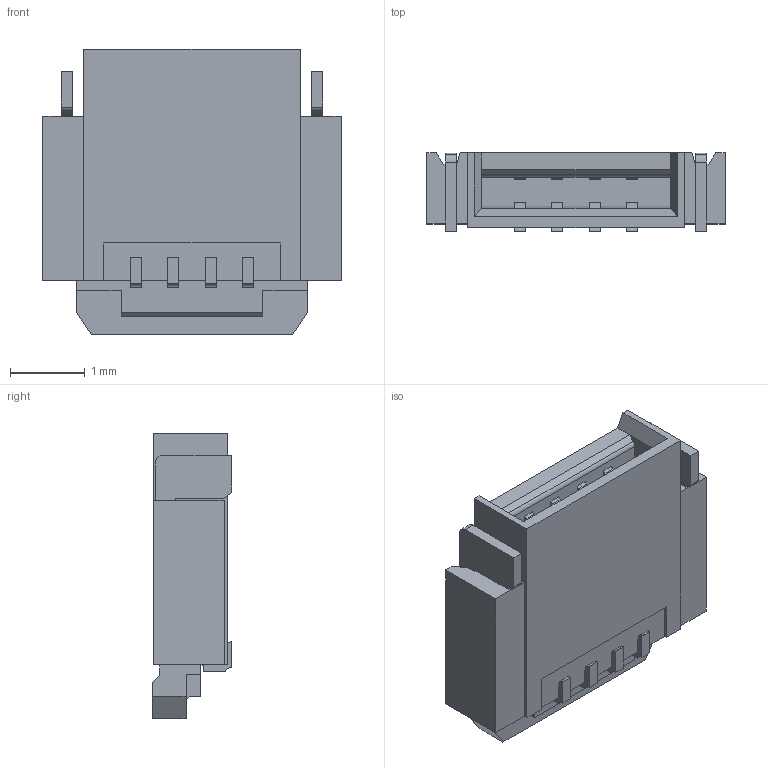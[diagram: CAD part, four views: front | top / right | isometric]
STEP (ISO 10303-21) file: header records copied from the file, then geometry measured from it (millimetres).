
FILE_DESCRIPTION (( 'STEP AP214' ), '1' );
FILE_NAME ('2328702-4.STEP', '2023-07-03T07:08:11', ( '' ), ( '' ), 'SwSTEP 2.0', 'SolidWorks 2021', '' );
FILE_SCHEMA (( 'AUTOMOTIVE_DESIGN' ));
Length unit declared in the file: millimetre
Products named in the file (2): 2328702-4
Assembly tree (1 placements, depth 2):
  2328702-4
    2328702-4
Bounding box: 4 x 1.06 x 3.83 mm (x, y, z)
Volume: 9.9 mm3; surface area: 63.9 mm2
Topology: 1 solids, 1 shells, 268 faces, 783 edges, 518 vertices
Faces by surface type: plane 200, cylinder 68
Entity records: 8889 total; most frequent: CARTESIAN_POINT 1583, ORIENTED_EDGE 1566, DIRECTION 1463, EDGE_CURVE 783, LINE 627, VECTOR 627, VERTEX_POINT 518, AXIS2_PLACEMENT_3D 418
